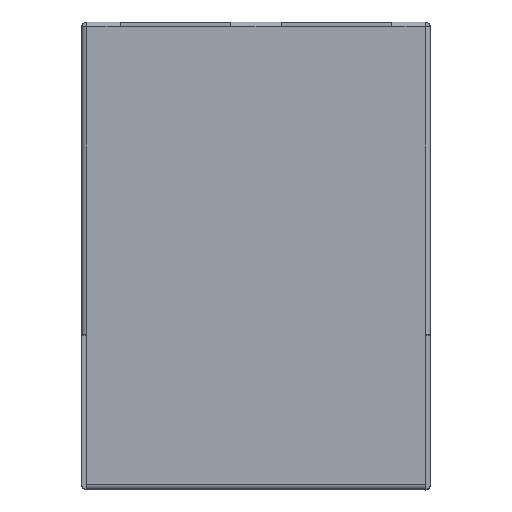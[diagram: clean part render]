
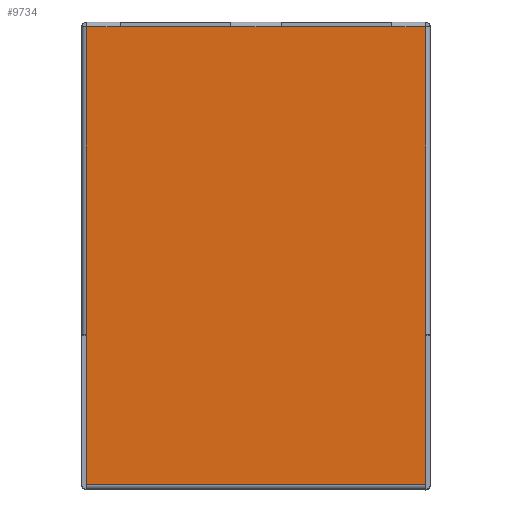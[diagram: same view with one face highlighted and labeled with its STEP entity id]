
A CAD part, top view. The second image highlights one B-rep face of the part: STEP entity #9734.
In plain terms, the highlighted planar face has unit normal (0, 0, 1).
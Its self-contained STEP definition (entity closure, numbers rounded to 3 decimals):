
#1168=ORIENTED_EDGE('',*,*,#3278,.F.);
#1169=ORIENTED_EDGE('',*,*,#3714,.T.);
#1170=ORIENTED_EDGE('',*,*,#3352,.T.);
#1171=ORIENTED_EDGE('',*,*,#3328,.T.);
#1172=ORIENTED_EDGE('',*,*,#3340,.T.);
#1173=ORIENTED_EDGE('',*,*,#3334,.T.);
#1174=ORIENTED_EDGE('',*,*,#3715,.F.);
#1175=ORIENTED_EDGE('',*,*,#3716,.T.);
#1176=ORIENTED_EDGE('',*,*,#3512,.F.);
#1177=ORIENTED_EDGE('',*,*,#3717,.T.);
#1178=ORIENTED_EDGE('',*,*,#3711,.T.);
#1179=ORIENTED_EDGE('',*,*,#3718,.F.);
#1180=ORIENTED_EDGE('',*,*,#3719,.F.);
#1181=ORIENTED_EDGE('',*,*,#3720,.F.);
#1182=ORIENTED_EDGE('',*,*,#3280,.F.);
#1183=ORIENTED_EDGE('',*,*,#3497,.F.);
#1184=ORIENTED_EDGE('',*,*,#3590,.F.);
#1185=ORIENTED_EDGE('',*,*,#3488,.T.);
#3278=EDGE_CURVE('',#4684,#4680,#5604,.T.);
#3280=EDGE_CURVE('',#4686,#4687,#5606,.T.);
#3328=EDGE_CURVE('',#4731,#4729,#5647,.T.);
#3334=EDGE_CURVE('',#4734,#4736,#5650,.T.);
#3340=EDGE_CURVE('',#4729,#4734,#5656,.T.);
#3352=EDGE_CURVE('',#4745,#4731,#5668,.T.);
#3488=EDGE_CURVE('',#4831,#4680,#5787,.T.);
#3497=EDGE_CURVE('',#4834,#4686,#5795,.T.);
#3512=EDGE_CURVE('',#4841,#4842,#5803,.T.);
#3590=EDGE_CURVE('',#4831,#4834,#5867,.T.);
#3711=EDGE_CURVE('',#4977,#4979,#5932,.T.);
#3714=EDGE_CURVE('',#4684,#4745,#5935,.T.);
#3715=EDGE_CURVE('',#4980,#4736,#5936,.T.);
#3716=EDGE_CURVE('',#4980,#4842,#5937,.T.);
#3717=EDGE_CURVE('',#4841,#4977,#5938,.T.);
#3718=EDGE_CURVE('',#4981,#4979,#5939,.T.);
#3719=EDGE_CURVE('',#4982,#4981,#5940,.T.);
#3720=EDGE_CURVE('',#4687,#4982,#5941,.T.);
#4680=VERTEX_POINT('',#13791);
#4684=VERTEX_POINT('',#13799);
#4686=VERTEX_POINT('',#13804);
#4687=VERTEX_POINT('',#13806);
#4729=VERTEX_POINT('',#13907);
#4731=VERTEX_POINT('',#13910);
#4734=VERTEX_POINT('',#13917);
#4736=VERTEX_POINT('',#13921);
#4745=VERTEX_POINT('',#13955);
#4831=VERTEX_POINT('',#14231);
#4834=VERTEX_POINT('',#14247);
#4841=VERTEX_POINT('',#14278);
#4842=VERTEX_POINT('',#14279);
#4977=VERTEX_POINT('',#14678);
#4979=VERTEX_POINT('',#14682);
#4980=VERTEX_POINT('',#14691);
#4981=VERTEX_POINT('',#14695);
#4982=VERTEX_POINT('',#14697);
#5604=LINE('',#13800,#6746);
#5606=LINE('',#13805,#6748);
#5647=LINE('',#13909,#6789);
#5650=LINE('',#13922,#6792);
#5656=LINE('',#13934,#6798);
#5668=LINE('',#13954,#6810);
#5787=LINE('',#14230,#6929);
#5795=LINE('',#14248,#6937);
#5803=LINE('',#14277,#6945);
#5867=LINE('',#14439,#7009);
#5932=LINE('',#14683,#7074);
#5935=LINE('',#14688,#7077);
#5936=LINE('',#14690,#7078);
#5937=LINE('',#14692,#7079);
#5938=LINE('',#14693,#7080);
#5939=LINE('',#14694,#7081);
#5940=LINE('',#14696,#7082);
#5941=LINE('',#14698,#7083);
#6746=VECTOR('',#11066,1000.);
#6748=VECTOR('',#11070,1000.);
#6789=VECTOR('',#11149,1000.);
#6792=VECTOR('',#11160,1000.);
#6798=VECTOR('',#11170,1000.);
#6810=VECTOR('',#11190,1000.);
#6929=VECTOR('',#11451,1000.);
#6937=VECTOR('',#11471,1000.);
#6945=VECTOR('',#11501,1000.);
#7009=VECTOR('',#11635,1000.);
#7074=VECTOR('',#11906,1000.);
#7077=VECTOR('',#11913,1000.);
#7078=VECTOR('',#11916,1000.);
#7079=VECTOR('',#11917,1000.);
#7080=VECTOR('',#11918,1000.);
#7081=VECTOR('',#11919,1000.);
#7082=VECTOR('',#11920,1000.);
#7083=VECTOR('',#11921,1000.);
#8026=EDGE_LOOP('',(#1168,#1169,#1170,#1171,#1172,#1173,#1174,#1175,#1176,
#1177,#1178,#1179,#1180,#1181,#1182,#1183,#1184,#1185));
#8678=FACE_BOUND('',#8026,.T.);
#9258=PLANE('',#10507);
#9734=ADVANCED_FACE('',(#8678),#9258,.F.);
#10507=AXIS2_PLACEMENT_3D('',#14689,#11914,#11915);
#11066=DIRECTION('',(1.,0.,0.));
#11070=DIRECTION('',(1.,0.,0.));
#11149=DIRECTION('',(0.,-1.,0.));
#11160=DIRECTION('',(0.,-1.,0.));
#11170=DIRECTION('',(0.,-1.,0.));
#11190=DIRECTION('',(0.,-1.,0.));
#11451=DIRECTION('',(-1.,0.,0.));
#11471=DIRECTION('',(0.,1.,0.));
#11501=DIRECTION('',(-1.,0.,0.));
#11635=DIRECTION('',(1.,0.,0.));
#11906=DIRECTION('',(1.,0.,0.));
#11913=DIRECTION('',(0.,-1.,0.));
#11914=DIRECTION('',(0.,0.,-1.));
#11915=DIRECTION('',(-1.,0.,0.));
#11916=DIRECTION('',(-1.,0.,0.));
#11917=DIRECTION('',(1.,0.,0.));
#11918=DIRECTION('',(0.,-1.,0.));
#11919=DIRECTION('',(0.,-1.,0.));
#11920=DIRECTION('',(0.,-1.,0.));
#11921=DIRECTION('',(0.,-1.,0.));
#13791=CARTESIAN_POINT('',(-2.73,7.685,6.9));
#13799=CARTESIAN_POINT('',(-2.74,7.685,6.9));
#13800=CARTESIAN_POINT('',(12.21,7.685,6.9));
#13804=CARTESIAN_POINT('',(12.21,7.695,6.9));
#13805=CARTESIAN_POINT('',(-2.95,7.695,6.9));
#13806=CARTESIAN_POINT('',(18.04,7.695,6.9));
#13907=CARTESIAN_POINT('',(-2.74,-1.155,6.9));
#13909=CARTESIAN_POINT('',(-2.74,7.695,6.9));
#13910=CARTESIAN_POINT('',(-2.74,1.145,6.9));
#13917=CARTESIAN_POINT('',(-2.74,-6.155,6.9));
#13921=CARTESIAN_POINT('',(-2.74,-7.695,6.9));
#13922=CARTESIAN_POINT('',(-2.74,7.695,6.9));
#13934=CARTESIAN_POINT('',(-2.74,-1.155,6.9));
#13954=CARTESIAN_POINT('',(-2.74,6.145,6.9));
#13955=CARTESIAN_POINT('',(-2.74,6.145,6.9));
#14230=CARTESIAN_POINT('',(11.21,7.685,6.9));
#14231=CARTESIAN_POINT('',(11.21,7.685,6.9));
#14247=CARTESIAN_POINT('',(12.21,7.685,6.9));
#14248=CARTESIAN_POINT('',(12.21,7.695,6.9));
#14277=CARTESIAN_POINT('',(-3.73,-7.695,6.9));
#14278=CARTESIAN_POINT('',(12.21,-7.695,6.9));
#14279=CARTESIAN_POINT('',(11.21,-7.695,6.9));
#14439=CARTESIAN_POINT('',(12.21,7.685,6.9));
#14678=CARTESIAN_POINT('',(12.21,-7.705,6.9));
#14682=CARTESIAN_POINT('',(18.04,-7.705,6.9));
#14683=CARTESIAN_POINT('',(-2.95,-7.705,6.9));
#14688=CARTESIAN_POINT('',(-2.74,7.695,6.9));
#14689=CARTESIAN_POINT('',(-2.95,7.695,6.9));
#14690=CARTESIAN_POINT('',(-3.73,-7.695,6.9));
#14691=CARTESIAN_POINT('',(-2.73,-7.695,6.9));
#14692=CARTESIAN_POINT('',(-2.73,-7.695,6.9));
#14693=CARTESIAN_POINT('',(12.21,-7.705,6.9));
#14694=CARTESIAN_POINT('',(18.04,7.695,6.9));
#14695=CARTESIAN_POINT('',(18.04,-7.695,6.9));
#14696=CARTESIAN_POINT('',(18.04,7.695,6.9));
#14697=CARTESIAN_POINT('',(18.04,7.685,6.9));
#14698=CARTESIAN_POINT('',(18.04,7.695,6.9));
